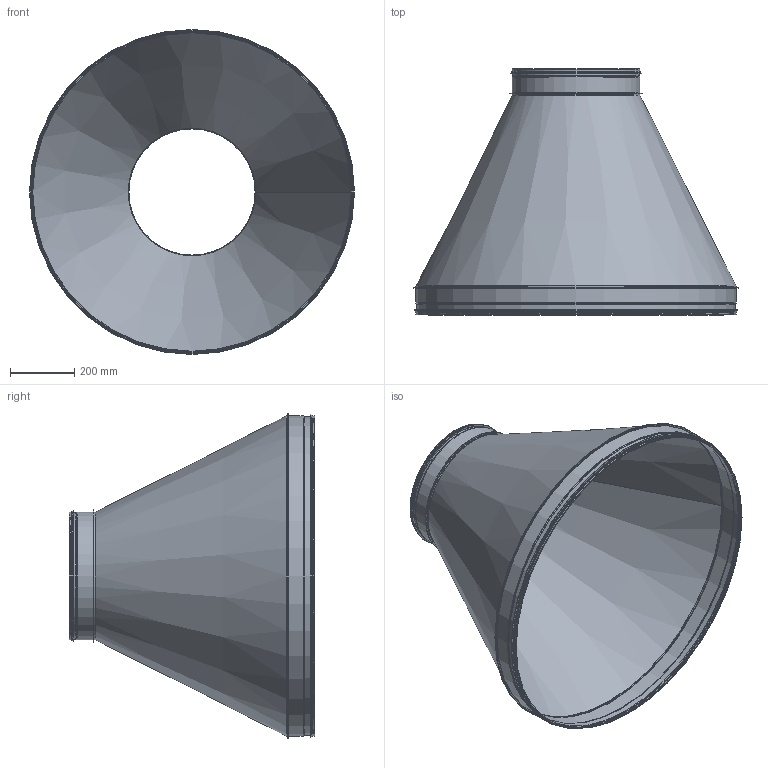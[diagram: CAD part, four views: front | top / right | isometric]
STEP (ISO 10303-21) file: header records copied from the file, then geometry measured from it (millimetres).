
FILE_DESCRIPTION((''),'2;1');
FILE_NAME('HFC_13-09.stp','2014-02-19T13:47:05',(''),(''),'Autodesk Inventor 2013','Autodesk Inventor 2013','');
FILE_SCHEMA(('AUTOMOTIVE_DESIGN { 1 2 10303 214 0 1 1 1 }'));
Length unit declared in the file: millimetre
Products named in the file (8): HFC_13-09; KonFallsadHFC_1000-400; StosMedFals-1000; StosMedFalsRörämne-1000; 999013; StosMedFals-400; StosMedFalsRörämne-400; 999009
Assembly tree (7 placements, depth 3):
  HFC_13-09
    KonFallsadHFC_1000-400
    StosMedFals-1000
      StosMedFalsRörämne-1000
      999013
    StosMedFals-400
      StosMedFalsRörämne-400
      999009
Bounding box: 1013.1 x 766.93 x 1013.1 mm (x, y, z)
Volume: 1281589.7 mm3; surface area: 4156410.2 mm2
Topology: 5 solids, 5 shells, 184 faces, 358 edges, 190 vertices
Faces by surface type: plane 94, torus 44, cylinder 32, cone 14
Full cylindrical faces by diameter (mm): 393 x1, 394 x1, 395.2 x1, 397.6 x1, 397.8 x5, 398.8 x3, 401.8 x1, 404.2 x1, 409.2 x1, 412.8 x1, 992.8 x1, 993.8 x1, 995 x1, 997.4 x1, 997.6 x5, 998.6 x3, 1001.6 x1, 1004 x1, 1009 x1, 1009.6 x1
Entity records: 4873 total; most frequent: DIRECTION 906, CARTESIAN_POINT 719, ORIENTED_EDGE 660, AXIS2_PLACEMENT_3D 377, EDGE_CURVE 330, EDGE_LOOP 222, VERTEX_POINT 190, STYLED_ITEM 189
